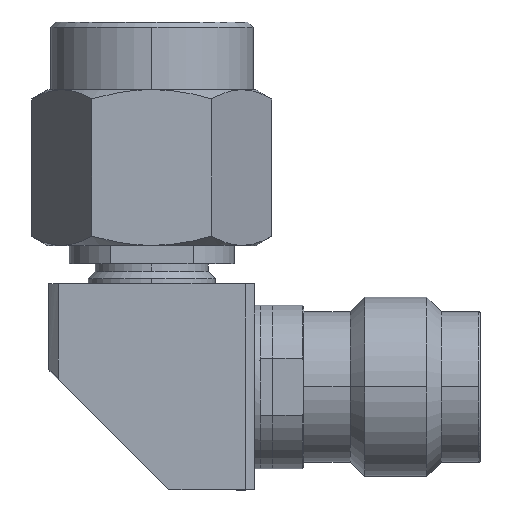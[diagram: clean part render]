
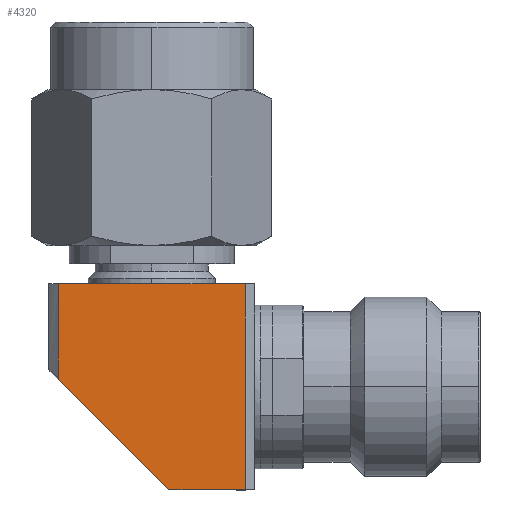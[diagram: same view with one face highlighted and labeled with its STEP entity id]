
A CAD part, top view. The second image highlights one B-rep face of the part: STEP entity #4320.
In plain terms, the highlighted face is planar.
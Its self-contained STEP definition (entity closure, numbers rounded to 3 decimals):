
#38 = CARTESIAN_POINT ( 'NONE',  ( 0., 0., -3.96 ) ) ;
#45 = EDGE_CURVE ( 'NONE', #3935, #533, #3287, .T. ) ;
#231 = VERTEX_POINT ( 'NONE', #2330 ) ;
#433 = ORIENTED_EDGE ( 'NONE', *, *, #45, .F. ) ;
#473 = FACE_OUTER_BOUND ( 'NONE', #3874, .T. ) ;
#533 = VERTEX_POINT ( 'NONE', #977 ) ;
#562 = ORIENTED_EDGE ( 'NONE', *, *, #3738, .F. ) ;
#977 = CARTESIAN_POINT ( 'NONE',  ( -3.96, 0.66, -3.96 ) ) ;
#1041 = EDGE_CURVE ( 'NONE', #231, #3935, #1361, .T. ) ;
#1055 = DIRECTION ( 'NONE',  ( 0., 1., 0. ) ) ;
#1197 = LINE ( 'NONE', #4129, #3377 ) ;
#1361 = LINE ( 'NONE', #1446, #2008 ) ;
#1376 = DIRECTION ( 'NONE',  ( 0., 0., 1. ) ) ;
#1418 = VERTEX_POINT ( 'NONE', #1573 ) ;
#1446 = CARTESIAN_POINT ( 'NONE',  ( 0., 3.597, -3.96 ) ) ;
#1565 = DIRECTION ( 'NONE',  ( 0.707, -0.707, 0. ) ) ;
#1573 = CARTESIAN_POINT ( 'NONE',  ( 3.96, -3.597, -3.96 ) ) ;
#1600 = VECTOR ( 'NONE', #2902, 1000. ) ;
#1748 = LINE ( 'NONE', #3023, #3943 ) ;
#1752 = EDGE_CURVE ( 'NONE', #2397, #1418, #2550, .T. ) ;
#1888 = ORIENTED_EDGE ( 'NONE', *, *, #1752, .F. ) ;
#1994 = VECTOR ( 'NONE', #2628, 1000. ) ;
#2008 = VECTOR ( 'NONE', #2362, 1000. ) ;
#2223 = DIRECTION ( 'NONE',  ( 1., 0., 0. ) ) ;
#2330 = CARTESIAN_POINT ( 'NONE',  ( 3.96, 3.597, -3.96 ) ) ;
#2362 = DIRECTION ( 'NONE',  ( -1., 0., 0. ) ) ;
#2397 = VERTEX_POINT ( 'NONE', #2804 ) ;
#2438 = CARTESIAN_POINT ( 'NONE',  ( -3.96, 3.597, -3.96 ) ) ;
#2550 = LINE ( 'NONE', #3899, #1600 ) ;
#2628 = DIRECTION ( 'NONE',  ( 0., -1., 0. ) ) ;
#2804 = CARTESIAN_POINT ( 'NONE',  ( 0.297, -3.597, -3.96 ) ) ;
#2902 = DIRECTION ( 'NONE',  ( 1., 0., 0. ) ) ;
#3023 = CARTESIAN_POINT ( 'NONE',  ( 3.96, -3.96, -3.96 ) ) ;
#3039 = PLANE ( 'NONE',  #3805 ) ;
#3287 = LINE ( 'NONE', #4001, #1994 ) ;
#3377 = VECTOR ( 'NONE', #1565, 1000. ) ;
#3738 = EDGE_CURVE ( 'NONE', #1418, #231, #1748, .T. ) ;
#3805 = AXIS2_PLACEMENT_3D ( 'NONE', #38, #1376, #2223 ) ;
#3853 = EDGE_CURVE ( 'NONE', #533, #2397, #1197, .T. ) ;
#3854 = ORIENTED_EDGE ( 'NONE', *, *, #3853, .F. ) ;
#3874 = EDGE_LOOP ( 'NONE', ( #433, #4265, #562, #1888, #3854 ) ) ;
#3899 = CARTESIAN_POINT ( 'NONE',  ( 0., -3.597, -3.96 ) ) ;
#3935 = VERTEX_POINT ( 'NONE', #2438 ) ;
#3943 = VECTOR ( 'NONE', #1055, 1000. ) ;
#4001 = CARTESIAN_POINT ( 'NONE',  ( -3.96, 0., -3.96 ) ) ;
#4129 = CARTESIAN_POINT ( 'NONE',  ( -3.96, 0.66, -3.96 ) ) ;
#4265 = ORIENTED_EDGE ( 'NONE', *, *, #1041, .F. ) ;
#4320 = ADVANCED_FACE ( 'NONE', ( #473 ), #3039, .F. ) ;
